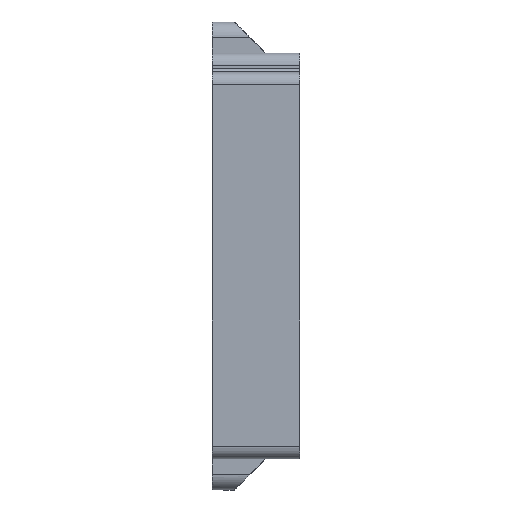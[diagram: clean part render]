
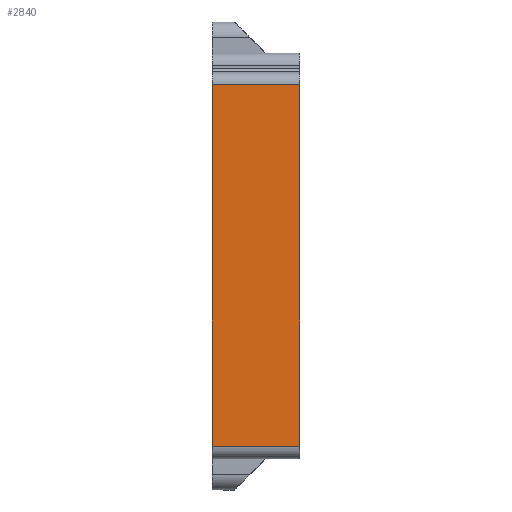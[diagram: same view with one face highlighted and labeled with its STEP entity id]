
A CAD part, left-side view. The second image highlights one B-rep face of the part: STEP entity #2840.
In plain terms, the highlighted planar face has unit normal (-1, 0, 0).
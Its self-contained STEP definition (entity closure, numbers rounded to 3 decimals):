
#150 = ORIENTED_EDGE ( 'NONE', *, *, #1928, .T. ) ;
#360 = VERTEX_POINT ( 'NONE', #2661 ) ;
#372 = ORIENTED_EDGE ( 'NONE', *, *, #822, .T. ) ;
#412 = EDGE_CURVE ( 'NONE', #993, #927, #1121, .T. ) ;
#463 = CARTESIAN_POINT ( 'NONE',  ( -62., 0., 50. ) ) ;
#528 = VECTOR ( 'NONE', #2246, 1000. ) ;
#655 = AXIS2_PLACEMENT_3D ( 'NONE', #1303, #1316, #2220 ) ;
#743 = VECTOR ( 'NONE', #2395, 1000. ) ;
#822 = EDGE_CURVE ( 'NONE', #2590, #360, #1571, .T. ) ;
#927 = VERTEX_POINT ( 'NONE', #463 ) ;
#993 = VERTEX_POINT ( 'NONE', #1411 ) ;
#1092 = ORIENTED_EDGE ( 'NONE', *, *, #412, .F. ) ;
#1121 = LINE ( 'NONE', #1151, #528 ) ;
#1151 = CARTESIAN_POINT ( 'NONE',  ( -62., 3., 50. ) ) ;
#1303 = CARTESIAN_POINT ( 'NONE',  ( -62., 3., 50. ) ) ;
#1316 = DIRECTION ( 'NONE',  ( 1., 0., 0. ) ) ;
#1319 = LINE ( 'NONE', #2667, #743 ) ;
#1411 = CARTESIAN_POINT ( 'NONE',  ( -62., 28., 50. ) ) ;
#1511 = ORIENTED_EDGE ( 'NONE', *, *, #2379, .F. ) ;
#1541 = CARTESIAN_POINT ( 'NONE',  ( -62., 3., -66. ) ) ;
#1571 = LINE ( 'NONE', #1541, #2133 ) ;
#1664 = CARTESIAN_POINT ( 'NONE',  ( -62., 28., -66. ) ) ;
#1725 = EDGE_LOOP ( 'NONE', ( #150, #1092, #1511, #372 ) ) ;
#1735 = PLANE ( 'NONE',  #655 ) ;
#1928 = EDGE_CURVE ( 'NONE', #360, #927, #1972, .T. ) ;
#1956 = CARTESIAN_POINT ( 'NONE',  ( -62., 0., 50. ) ) ;
#1972 = LINE ( 'NONE', #1956, #1994 ) ;
#1994 = VECTOR ( 'NONE', #2625, 1000. ) ;
#2133 = VECTOR ( 'NONE', #2446, 1000. ) ;
#2220 = DIRECTION ( 'NONE',  ( 0., 0., -1. ) ) ;
#2246 = DIRECTION ( 'NONE',  ( 0., -1., 0. ) ) ;
#2379 = EDGE_CURVE ( 'NONE', #2590, #993, #1319, .T. ) ;
#2395 = DIRECTION ( 'NONE',  ( 0., 0., 1. ) ) ;
#2446 = DIRECTION ( 'NONE',  ( 0., -1., 0. ) ) ;
#2452 = FACE_OUTER_BOUND ( 'NONE', #1725, .T. ) ;
#2590 = VERTEX_POINT ( 'NONE', #1664 ) ;
#2625 = DIRECTION ( 'NONE',  ( 0., 0., 1. ) ) ;
#2661 = CARTESIAN_POINT ( 'NONE',  ( -62., 0., -66. ) ) ;
#2667 = CARTESIAN_POINT ( 'NONE',  ( -62., 28., -66. ) ) ;
#2840 = ADVANCED_FACE ( 'NONE', ( #2452 ), #1735, .F. ) ;
